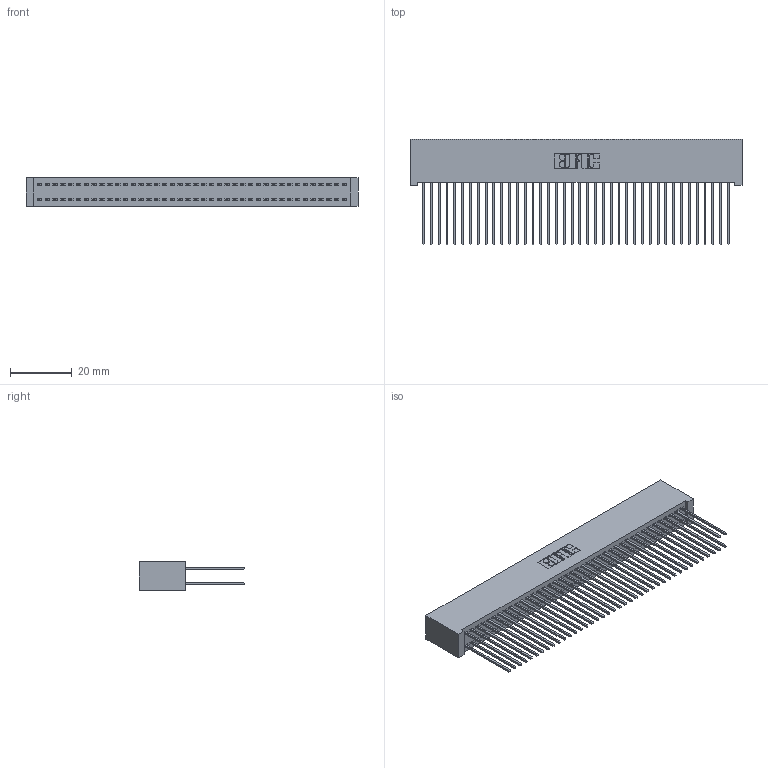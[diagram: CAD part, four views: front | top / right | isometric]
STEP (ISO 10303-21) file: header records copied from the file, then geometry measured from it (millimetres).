
FILE_DESCRIPTION (( 'STEP AP203' ), '1' );
FILE_NAME ('342-080-541-201.STEP', '2019-10-04T11:39:37', ( '' ), ( '' ), 'SwSTEP 2.0', 'SolidWorks 2016', '' );
FILE_SCHEMA (( 'CONFIG_CONTROL_DESIGN' ));
Length unit declared in the file: inch
Products named in the file (3): 342 Part_Lugless; 345-292-001_345-293-141; 342-080-541-201
Assembly tree (81 placements, depth 2):
  342-080-541-201
    342 Part_Lugless
    345-292-001_345-293-141  x80
Bounding box: 107.85 x 34.3 x 9.4 mm (x, y, z)
Volume: 10579.2 mm3; surface area: 19692.7 mm2
Topology: 81 solids, 81 shells, 4262 faces, 12675 edges, 8342 vertices
Faces by surface type: plane 2942, cylinder 1320
Entity records: 25601 total; most frequent: CARTESIAN_POINT 4242, ORIENTED_EDGE 4178, DIRECTION 3621, EDGE_CURVE 2089, LINE 1969, VECTOR 1969, VERTEX_POINT 1390, AXIS2_PLACEMENT_3D 826
